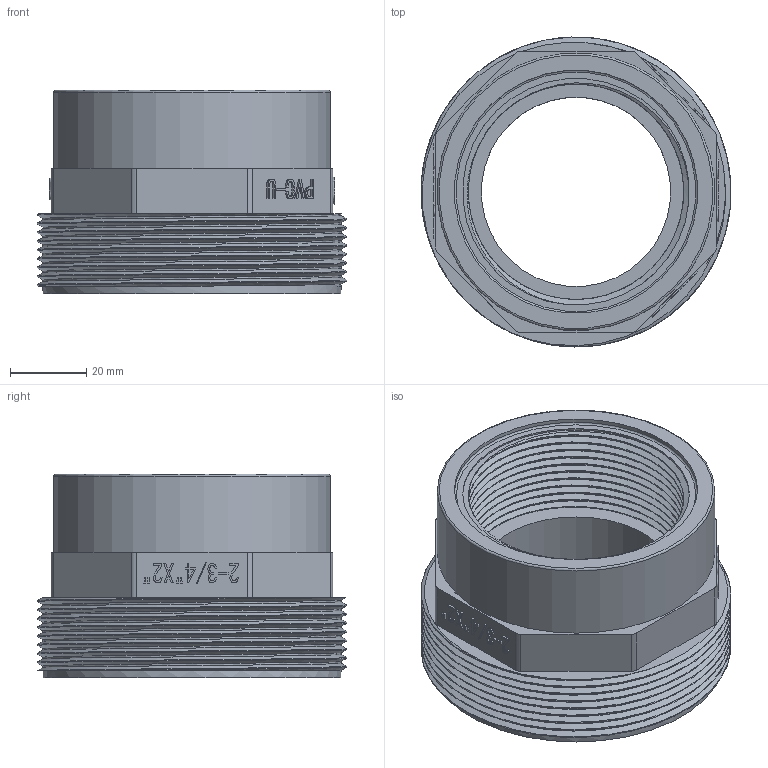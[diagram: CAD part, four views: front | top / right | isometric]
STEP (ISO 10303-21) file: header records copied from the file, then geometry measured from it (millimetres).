
FILE_DESCRIPTION(/* description */ (''),/* implementation_level */ '2;1');
FILE_NAME(/* name */ 'AF0600.SIG.063.step',/* time_stamp */ '2026-01-07T09:09:30+01:00',/* author */ (''),/* organization */ (''),/* preprocessor_version */ 'ST-DEVELOPER v20.1',/* originating_system */ 'Autodesk Translation Framework v14.21.0.0',/* authorisation */ '');
FILE_SCHEMA (('AUTOMOTIVE_DESIGN { 1 0 10303 214 3 1 1 }'));
Length unit declared in the file: millimetre
Products named in the file (1): 2026-01-07-08-01-02-636
Bounding box: 81.53 x 81.51 x 53.6 mm (x, y, z)
Volume: 117614.4 mm3; surface area: 36988.6 mm2
Topology: 1 solids, 1 shells, 362 faces, 963 edges, 639 vertices
Faces by surface type: plane 189, bspline 110, cylinder 61, torus 2
Full cylindrical faces by diameter (mm): 3.438 x1, 4.814 x1, 49.8 x1, 56.656 x10, 59.614 x10, 60 x1, 64 x1, 70 x1, 73 x1, 78.576 x9, 81.534 x7
Entity records: 35928 total; most frequent: CARTESIAN_POINT 27555, ORIENTED_EDGE 1926, DIRECTION 1344, EDGE_CURVE 963, VERTEX_POINT 639, LINE 596, VECTOR 596, EDGE_LOOP 400
